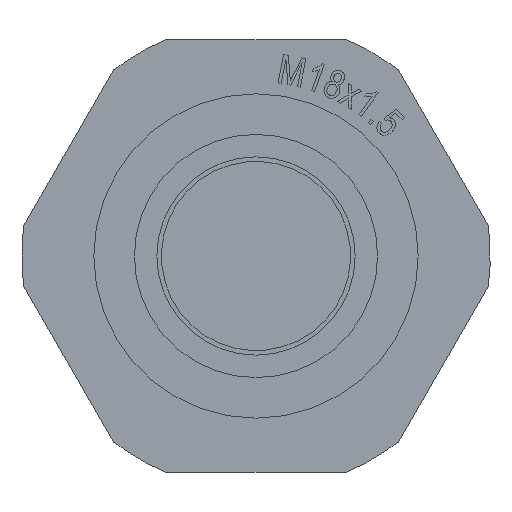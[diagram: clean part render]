
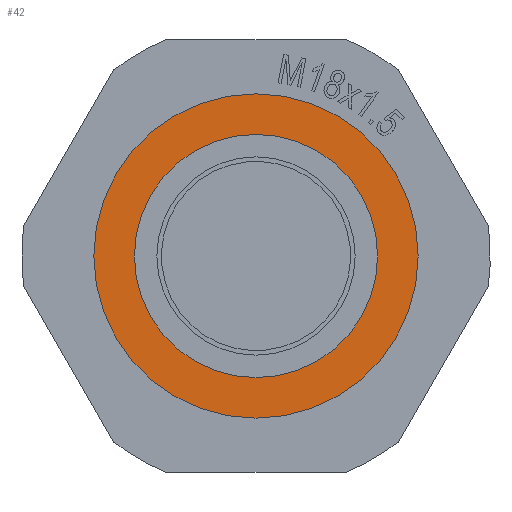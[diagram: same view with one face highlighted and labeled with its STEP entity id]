
A CAD part, front view. The second image highlights one B-rep face of the part: STEP entity #42.
In plain terms, the highlighted planar face has unit normal (0, -1, 0).
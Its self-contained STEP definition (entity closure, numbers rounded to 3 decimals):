
#42 = ADVANCED_FACE ( 'NONE', ( #3388, #608 ), #11459, .T. ) ;
#226 = ORIENTED_EDGE ( 'NONE', *, *, #11328, .F. ) ;
#290 = DIRECTION ( 'NONE',  ( 0., 1., 0. ) ) ;
#608 = FACE_OUTER_BOUND ( 'NONE', #10351, .T. ) ;
#1461 = ORIENTED_EDGE ( 'NONE', *, *, #5080, .T. ) ;
#1903 = EDGE_LOOP ( 'NONE', ( #1461, #6030 ) ) ;
#2312 = CARTESIAN_POINT ( 'NONE',  ( 0., 0., 0. ) ) ;
#2427 = VERTEX_POINT ( 'NONE', #13388 ) ;
#3365 = DIRECTION ( 'NONE',  ( -1., 0., 0. ) ) ;
#3388 = FACE_BOUND ( 'NONE', #1903, .T. ) ;
#3562 = VERTEX_POINT ( 'NONE', #11819 ) ;
#3571 = DIRECTION ( 'NONE',  ( 0., 1., 0. ) ) ;
#3884 = AXIS2_PLACEMENT_3D ( 'NONE', #6594, #290, #7648 ) ;
#5064 = CARTESIAN_POINT ( 'NONE',  ( 0., 0., 0. ) ) ;
#5080 = EDGE_CURVE ( 'NONE', #2427, #3562, #11456, .T. ) ;
#5427 = VERTEX_POINT ( 'NONE', #11561 ) ;
#6030 = ORIENTED_EDGE ( 'NONE', *, *, #7537, .T. ) ;
#6116 = DIRECTION ( 'NONE',  ( -1., 0., 0. ) ) ;
#6229 = CARTESIAN_POINT ( 'NONE',  ( 0., 0., 0. ) ) ;
#6257 = AXIS2_PLACEMENT_3D ( 'NONE', #2312, #9684, #3365 ) ;
#6594 = CARTESIAN_POINT ( 'NONE',  ( 0., 0., 0. ) ) ;
#7302 = DIRECTION ( 'NONE',  ( 1., 0., 0. ) ) ;
#7537 = EDGE_CURVE ( 'NONE', #3562, #2427, #7745, .T. ) ;
#7648 = DIRECTION ( 'NONE',  ( -1., 0., 0. ) ) ;
#7745 = CIRCLE ( 'NONE', #6257, 6.75 ) ;
#7873 = VERTEX_POINT ( 'NONE', #12229 ) ;
#9269 = AXIS2_PLACEMENT_3D ( 'NONE', #5064, #12459, #6116 ) ;
#9527 = AXIS2_PLACEMENT_3D ( 'NONE', #9901, #3571, #10961 ) ;
#9684 = DIRECTION ( 'NONE',  ( 0., 1., 0. ) ) ;
#9892 = ORIENTED_EDGE ( 'NONE', *, *, #11640, .F. ) ;
#9901 = CARTESIAN_POINT ( 'NONE',  ( 0., 0., 0. ) ) ;
#10351 = EDGE_LOOP ( 'NONE', ( #226, #9892 ) ) ;
#10908 = AXIS2_PLACEMENT_3D ( 'NONE', #6229, #13616, #7302 ) ;
#10961 = DIRECTION ( 'NONE',  ( -1., 0., 0. ) ) ;
#11328 = EDGE_CURVE ( 'NONE', #5427, #7873, #13118, .T. ) ;
#11456 = CIRCLE ( 'NONE', #9527, 6.75 ) ;
#11459 = PLANE ( 'NONE',  #10908 ) ;
#11561 = CARTESIAN_POINT ( 'NONE',  ( -9., 0., 0. ) ) ;
#11640 = EDGE_CURVE ( 'NONE', #7873, #5427, #11943, .T. ) ;
#11819 = CARTESIAN_POINT ( 'NONE',  ( 6.75, 0., 0. ) ) ;
#11943 = CIRCLE ( 'NONE', #9269, 9. ) ;
#12229 = CARTESIAN_POINT ( 'NONE',  ( 9., 0., 0. ) ) ;
#12459 = DIRECTION ( 'NONE',  ( 0., 1., 0. ) ) ;
#13118 = CIRCLE ( 'NONE', #3884, 9. ) ;
#13388 = CARTESIAN_POINT ( 'NONE',  ( -6.75, 0., 0. ) ) ;
#13616 = DIRECTION ( 'NONE',  ( 0., -1., 0. ) ) ;
